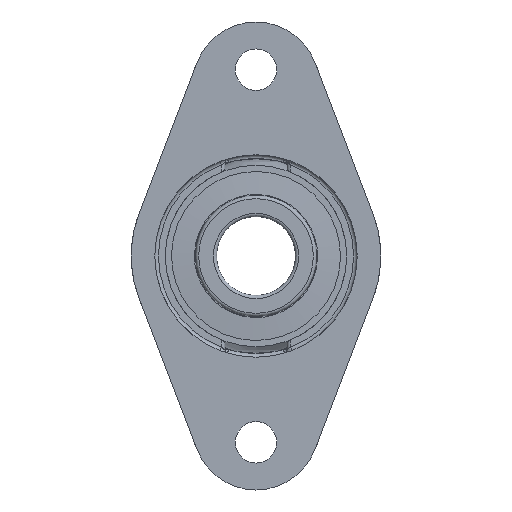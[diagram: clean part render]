
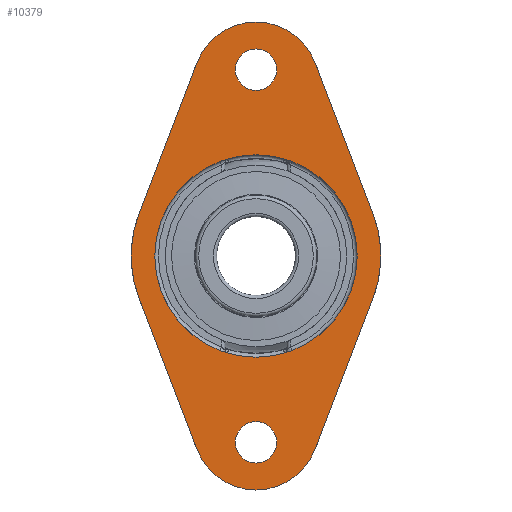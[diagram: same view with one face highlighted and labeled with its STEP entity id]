
A CAD part, left-side view. The second image highlights one B-rep face of the part: STEP entity #10379.
In plain terms, the highlighted face is planar.
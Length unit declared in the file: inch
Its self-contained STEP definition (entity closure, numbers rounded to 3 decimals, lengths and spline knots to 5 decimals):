
#2003=CARTESIAN_POINT('',(0.39152,-1.11461,0.));
#2004=VERTEX_POINT('',#2003);
#2011=CARTESIAN_POINT('',(1.83898,-0.56032,0.));
#2012=VERTEX_POINT('',#2011);
#2013=CARTESIAN_POINT('',(0.39152,-1.11461,0.));
#2014=DIRECTION('',(0.934,0.358,-0.));
#2015=VECTOR('',#2014,0.61022);
#2016=LINE('',#2013,#2015);
#2017=EDGE_CURVE('',#2004,#2012,#2016,.T.);
#2075=CARTESIAN_POINT('',(-0.39152,-1.11461,0.));
#2076=VERTEX_POINT('',#2075);
#2083=CARTESIAN_POINT('',(0.,-0.09219,0.));
#2084=DIRECTION('',(-0.,0.,1.));
#2085=DIRECTION('',(1.,0.,0.));
#2086=AXIS2_PLACEMENT_3D('',#2083,#2084,#2085);
#2087=CIRCLE('',#2086,1.09482);
#2088=EDGE_CURVE('',#2076,#2004,#2087,.T.);
#3397=CARTESIAN_POINT('',(-0.39152,1.11461,-0.));
#3398=VERTEX_POINT('',#3397);
#3405=CARTESIAN_POINT('',(-1.83898,0.56032,-0.));
#3406=VERTEX_POINT('',#3405);
#3407=CARTESIAN_POINT('',(-0.39152,1.11461,-0.));
#3408=DIRECTION('',(-0.934,-0.358,0.));
#3409=VECTOR('',#3408,0.61022);
#3410=LINE('',#3407,#3409);
#3411=EDGE_CURVE('',#3398,#3406,#3410,.T.);
#3469=CARTESIAN_POINT('',(0.39152,1.11461,-0.));
#3470=VERTEX_POINT('',#3469);
#3477=CARTESIAN_POINT('',(-0.,0.09219,-0.));
#3478=DIRECTION('',(-0.,0.,1.));
#3479=DIRECTION('',(1.,0.,0.));
#3480=AXIS2_PLACEMENT_3D('',#3477,#3478,#3479);
#3481=CIRCLE('',#3480,1.09482);
#3482=EDGE_CURVE('',#3470,#3398,#3481,.T.);
#8303=CARTESIAN_POINT('',(-0.,-0.9625,0.));
#8304=VERTEX_POINT('',#8303);
#8325=CARTESIAN_POINT('',(0.,0.9625,0.));
#8326=VERTEX_POINT('',#8325);
#8327=CARTESIAN_POINT('',(0.,0.,0.));
#8328=DIRECTION('',(0.,0.,1.));
#8329=DIRECTION('',(0.,1.,-0.));
#8330=AXIS2_PLACEMENT_3D('',#8327,#8328,#8329);
#8331=CIRCLE('',#8330,0.9625);
#8332=EDGE_CURVE('',#8326,#8304,#8331,.T.);
#8334=CARTESIAN_POINT('',(0.,0.,0.));
#8335=DIRECTION('',(0.,0.,1.));
#8336=DIRECTION('',(0.,1.,-0.));
#8337=AXIS2_PLACEMENT_3D('',#8334,#8335,#8336);
#8338=CIRCLE('',#8337,0.9625);
#8339=EDGE_CURVE('',#8304,#8326,#8338,.T.);
#8833=CARTESIAN_POINT('',(-1.83898,-0.56032,0.));
#8834=VERTEX_POINT('',#8833);
#8841=CARTESIAN_POINT('',(-1.83898,-0.56032,0.));
#8842=DIRECTION('',(0.934,-0.358,0.));
#8843=VECTOR('',#8842,0.61022);
#8844=LINE('',#8841,#8843);
#8845=EDGE_CURVE('',#8834,#2076,#8844,.T.);
#9447=CARTESIAN_POINT('',(-2.22441,-0.,0.));
#9448=VERTEX_POINT('',#9447);
#9455=CARTESIAN_POINT('',(-1.62441,-0.,0.));
#9456=DIRECTION('',(-0.,0.,1.));
#9457=DIRECTION('',(1.,0.,0.));
#9458=AXIS2_PLACEMENT_3D('',#9455,#9456,#9457);
#9459=CIRCLE('',#9458,0.6);
#9460=EDGE_CURVE('',#9448,#8834,#9459,.T.);
#10094=CARTESIAN_POINT('',(1.83898,0.56032,-0.));
#10095=VERTEX_POINT('',#10094);
#10102=CARTESIAN_POINT('',(1.83898,0.56032,-0.));
#10103=DIRECTION('',(-0.934,0.358,-0.));
#10104=VECTOR('',#10103,0.61022);
#10105=LINE('',#10102,#10104);
#10106=EDGE_CURVE('',#10095,#3470,#10105,.T.);
#10121=CARTESIAN_POINT('',(1.62441,-0.,0.));
#10122=DIRECTION('',(-0.,0.,1.));
#10123=DIRECTION('',(1.,0.,0.));
#10124=AXIS2_PLACEMENT_3D('',#10121,#10122,#10123);
#10125=CIRCLE('',#10124,0.6);
#10126=EDGE_CURVE('',#2012,#10095,#10125,.T.);
#10300=CARTESIAN_POINT('',(1.5748,0.,-0.));
#10301=VERTEX_POINT('',#10300);
#10308=CARTESIAN_POINT('',(1.77165,0.,-0.));
#10309=DIRECTION('',(-0.,0.,1.));
#10310=DIRECTION('',(1.,0.,0.));
#10311=AXIS2_PLACEMENT_3D('',#10308,#10309,#10310);
#10312=CIRCLE('',#10311,0.19685);
#10313=EDGE_CURVE('',#10301,#10301,#10312,.T.);
#10326=CARTESIAN_POINT('',(-1.9685,0.,-0.));
#10327=VERTEX_POINT('',#10326);
#10334=CARTESIAN_POINT('',(-1.77165,0.,-0.));
#10335=DIRECTION('',(-0.,0.,1.));
#10336=DIRECTION('',(1.,0.,0.));
#10337=AXIS2_PLACEMENT_3D('',#10334,#10335,#10336);
#10338=CIRCLE('',#10337,0.19685);
#10339=EDGE_CURVE('',#10327,#10327,#10338,.T.);
#10347=CARTESIAN_POINT('',(-0.,-0.,0.));
#10348=DIRECTION('',(0.,0.,1.));
#10349=DIRECTION('',(1.,0.,0.));
#10350=AXIS2_PLACEMENT_3D('',#10347,#10348,#10349);
#10351=PLANE('',#10350);
#10352=ORIENTED_EDGE('',*,*,#8332,.T.);
#10353=ORIENTED_EDGE('',*,*,#8339,.T.);
#10354=EDGE_LOOP('',(#10352,#10353));
#10355=FACE_BOUND('',#10354,.T.);
#10356=ORIENTED_EDGE('',*,*,#3411,.F.);
#10357=ORIENTED_EDGE('',*,*,#3482,.F.);
#10358=ORIENTED_EDGE('',*,*,#10106,.F.);
#10359=ORIENTED_EDGE('',*,*,#10126,.F.);
#10360=ORIENTED_EDGE('',*,*,#2017,.F.);
#10361=ORIENTED_EDGE('',*,*,#2088,.F.);
#10362=ORIENTED_EDGE('',*,*,#8845,.F.);
#10363=ORIENTED_EDGE('',*,*,#9460,.F.);
#10364=CARTESIAN_POINT('',(-1.62441,-0.,0.));
#10365=DIRECTION('',(-0.,0.,1.));
#10366=DIRECTION('',(1.,0.,0.));
#10367=AXIS2_PLACEMENT_3D('',#10364,#10365,#10366);
#10368=CIRCLE('',#10367,0.6);
#10369=EDGE_CURVE('',#3406,#9448,#10368,.T.);
#10370=ORIENTED_EDGE('',*,*,#10369,.F.);
#10371=EDGE_LOOP('',(#10356,#10357,#10358,#10359,#10360,#10361,#10362,#10363,#10370));
#10372=FACE_BOUND('',#10371,.T.);
#10373=ORIENTED_EDGE('',*,*,#10339,.T.);
#10374=EDGE_LOOP('',(#10373));
#10375=FACE_BOUND('',#10374,.T.);
#10376=ORIENTED_EDGE('',*,*,#10313,.T.);
#10377=EDGE_LOOP('',(#10376));
#10378=FACE_BOUND('',#10377,.T.);
#10379=ADVANCED_FACE('',(#10355,#10372,#10375,#10378),#10351,.F.);
